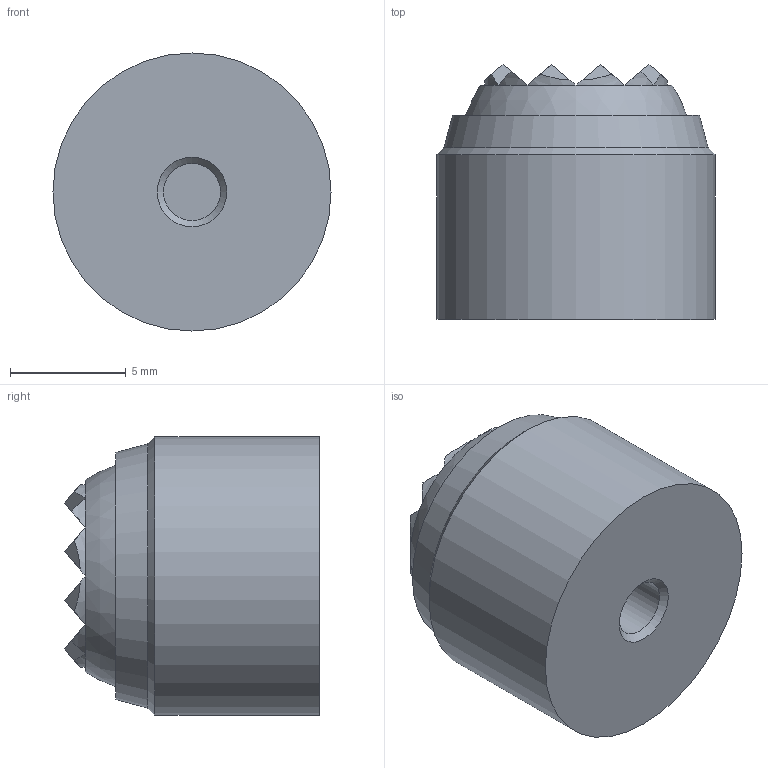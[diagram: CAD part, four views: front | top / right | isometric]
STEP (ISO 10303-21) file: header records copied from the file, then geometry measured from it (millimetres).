
FILE_DESCRIPTION( ( 'STEP AP214' ), '1' );
FILE_NAME( 'K0282.803K_0_.stp', '2020-11-27T12:44:13', ( '' ), ( '' ), ' ', 'PARTsolutions', ' ' );
FILE_SCHEMA( ( 'AUTOMOTIVE_DESIGN { 1 0 10303 214 1 1 1 1 }' ) );
Length unit declared in the file: millimetre
Products named in the file (1): _K0282.803K(0)
Bounding box: 12 x 11 x 12 mm (x, y, z)
Volume: 1028 mm3; surface area: 679.6 mm2
Topology: 1 solids, 1 shells, 80 faces, 140 edges, 66 vertices
Faces by surface type: plane 61, cylinder 14, cone 3, sphere 2
Full cylindrical faces by diameter (mm): 2.459 x1, 12 x1
Entity records: 2426 total; most frequent: DIRECTION 348, CARTESIAN_POINT 276, ORIENTED_EDGE 262, AXIS2_PLACEMENT_3D 136, EDGE_CURVE 131, EDGE_LOOP 91, FACE_OUTER_BOUND 84, STYLED_ITEM 80
